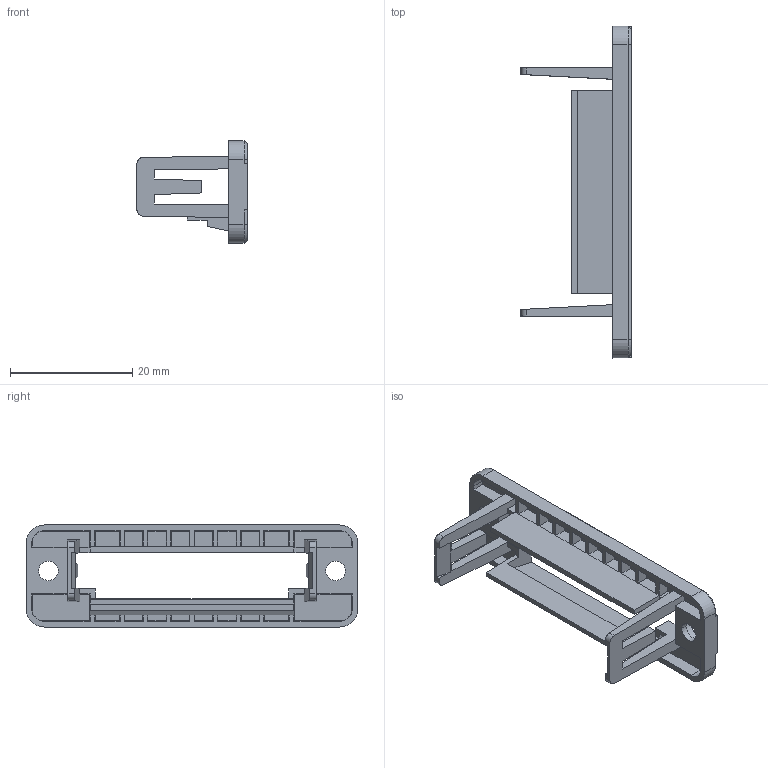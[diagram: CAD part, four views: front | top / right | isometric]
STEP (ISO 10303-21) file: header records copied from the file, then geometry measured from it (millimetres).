
FILE_DESCRIPTION( ('This file contains a STEP AP42 implementation' ,'as created by ZW3D STEP Interface translator.') ,'2;1' );
FILE_NAME( 'WJM02-3.81-08P-00A.stp' ,'2312 5. 91957', (''), ('ZWCAD Software Co.'), 'Version 1.0', 'ZW3D to STEP translator', '' );
FILE_SCHEMA(('AUTOMOTIVE_DESIGN { 1 0 10303 214 1 1 1 1 }'));
Length unit declared in the file: millimetre
Products named in the file (2): 0; WJM02-3.81-10P
Bounding box: 18 x 54.24 x 16.7 mm (x, y, z)
Volume: 1731 mm3; surface area: 3889.6 mm2
Topology: 1 solids, 1 shells, 193 faces, 539 edges, 346 vertices
Faces by surface type: plane 169, bspline 15, cone 8, cylinder 1
Entity records: 6436 total; most frequent: CARTESIAN_POINT 1325, ORIENTED_EDGE 1078, DIRECTION 916, EDGE_CURVE 539, VECTOR 492, LINE 492, VERTEX_POINT 346, AXIS2_PLACEMENT_3D 212
